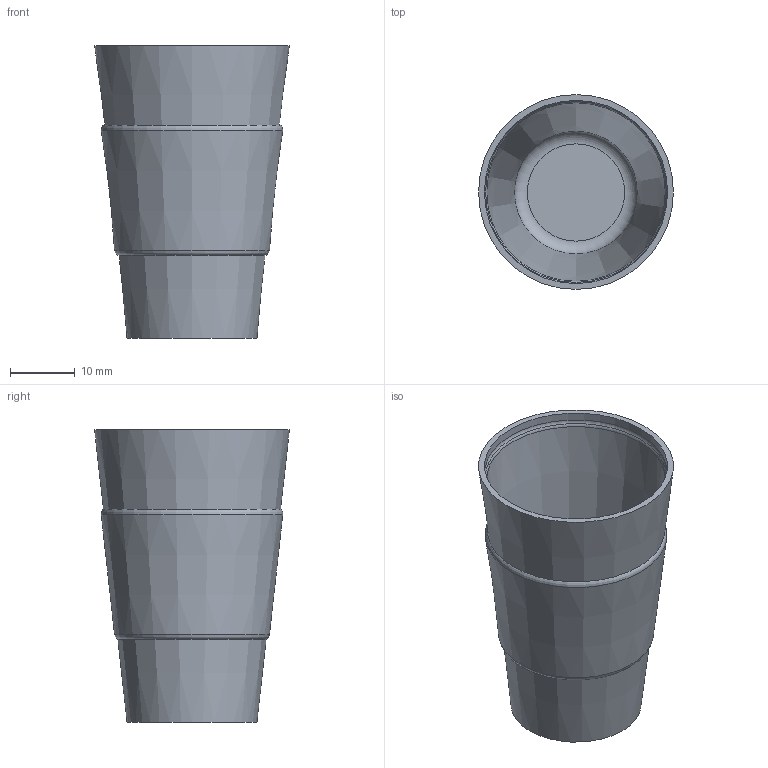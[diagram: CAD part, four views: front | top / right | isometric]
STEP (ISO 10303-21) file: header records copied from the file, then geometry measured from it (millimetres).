
FILE_DESCRIPTION(/* description */ (''),/* implementation_level */ '2;1');
FILE_NAME(/* name */ 'cup travel mug.step',/* time_stamp */ '2025-12-24T01:06:19Z',/* author */ (''),/* organization */ (''),/* preprocessor_version */ 'ST-DEVELOPER v20.1',/* originating_system */ 'Autodesk Translation Framework v14.21.0.0',/* authorisation */ '');
FILE_SCHEMA (('AUTOMOTIVE_DESIGN { 1 0 10303 214 3 1 1 }'));
Length unit declared in the file: millimetre
Products named in the file (1): 2025-12-14-23-50-06-808
Bounding box: 30 x 30 x 45 mm (x, y, z)
Volume: 4732.8 mm3; surface area: 10571.8 mm2
Topology: 2 solids, 2 shells, 13 faces, 24 edges, 14 vertices
Faces by surface type: torus 5, cone 4, plane 3, cylinder 1
Full cylindrical faces by diameter (mm): 28.2 x1
Entity records: 475 total; most frequent: DIRECTION 71, CARTESIAN_POINT 52, ORIENTED_EDGE 48, AXIS2_PLACEMENT_3D 33, EDGE_CURVE 24, CIRCLE 19, PRESENTATION_STYLE_ASSIGNMENT 16, SURFACE_STYLE_USAGE 16
